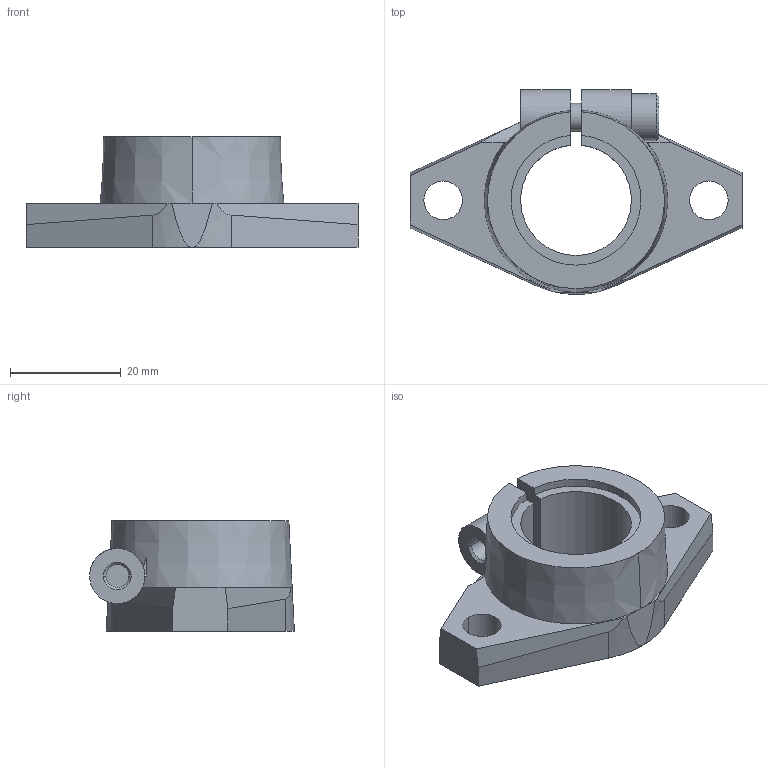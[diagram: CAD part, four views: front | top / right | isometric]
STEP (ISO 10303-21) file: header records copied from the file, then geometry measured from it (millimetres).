
FILE_DESCRIPTION( ( '' ), '1' );
FILE_NAME( 'SHF 20.stp', '2015-05-21T06:38:33', ( '' ), ( '' ), ' ', ' ', ' ' );
FILE_SCHEMA( ( 'CONFIG_CONTROL_DESIGN' ) );
Length unit declared in the file: millimetre
Products named in the file (1): 1
Bounding box: 60 x 37 x 20 mm (x, y, z)
Volume: 14592.5 mm3; surface area: 6634.8 mm2
Topology: 1 solids, 1 shells, 75 faces, 195 edges, 125 vertices
Faces by surface type: plane 43, cylinder 26, cone 6
Entity records: 2583 total; most frequent: CARTESIAN_POINT 656, DIRECTION 405, ORIENTED_EDGE 390, EDGE_CURVE 195, AXIS2_PLACEMENT_3D 148, VERTEX_POINT 125, LINE 109, VECTOR 109
